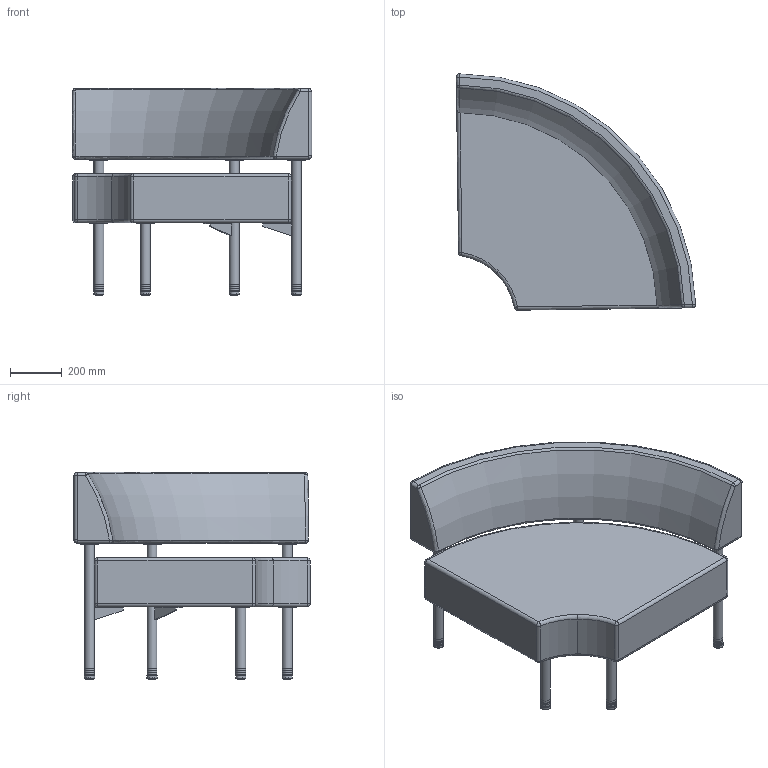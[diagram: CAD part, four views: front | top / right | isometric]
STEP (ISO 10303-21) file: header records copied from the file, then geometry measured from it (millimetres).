
FILE_DESCRIPTION(/* description */ (''),/* implementation_level */ '2;1');
FILE_NAME(/* name */ 'EX90IC FULL UNIT.stp',/* time_stamp */ '2018-04-23T15:47:13-04:00',/* author */ ('emehringer'),/* organization */ (''),/* preprocessor_version */ 'ST-DEVELOPER v16.13',/* originating_system */ 'Autodesk Inventor 2018',/* authorisation */ '');
FILE_SCHEMA (('AUTOMOTIVE_DESIGN { 1 0 10303 214 3 1 1 }'));
Length unit declared in the file: inch
Products named in the file (6): EX90IC FULL UNIT; EX10 LGBK-A; EX90IC SEAT3; EX90IC BACK; LEG CAP RD1.5; EX10 LGFR-A
Assembly tree (12 placements, depth 2):
  EX90IC FULL UNIT
    EX10 LGBK-A  x3
    EX90IC SEAT3
    EX90IC BACK
    LEG CAP RD1.5  x5
    EX10 LGFR-A  x2
Bounding box: 925.17 x 912.67 x 800.47 mm (x, y, z)
Volume: 141003539.2 mm3; surface area: 3285275.2 mm2
Topology: 30 solids, 40 shells, 2547 faces, 5204 edges, 2785 vertices
Faces by surface type: cylinder 881, torus 667, bspline 611, plane 280, sphere 88, cone 20
Full cylindrical faces by diameter (mm): 6.198 x5, 6.528 x5, 7.925 x15, 8.731 x29, 9.906 x10, 11.989 x10, 27.94 x5, 31.75 x5, 34.087 x20, 34.798 x5, 38.1 x5, 39.37 x5, 69.85 x3
Entity records: 21370 total; most frequent: CARTESIAN_POINT 10151, ORIENTED_EDGE 2248, DIRECTION 2184, EDGE_CURVE 1126, AXIS2_PLACEMENT_3D 959, EDGE_LOOP 656, VERTEX_POINT 624, FACE_OUTER_BOUND 575
